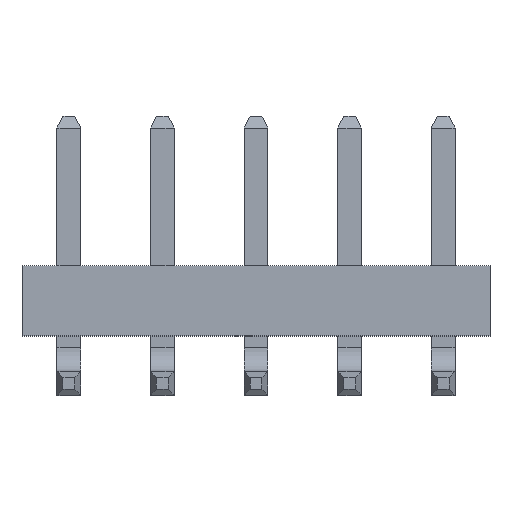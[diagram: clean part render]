
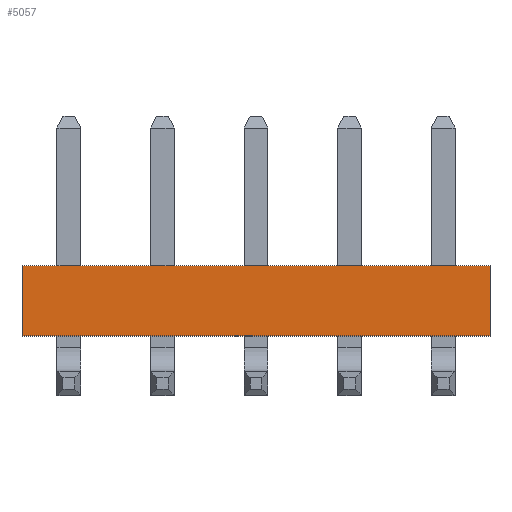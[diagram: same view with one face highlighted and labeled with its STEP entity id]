
A CAD part, top view. The second image highlights one B-rep face of the part: STEP entity #5057.
In plain terms, the highlighted planar face has unit normal (0, 0, 1).
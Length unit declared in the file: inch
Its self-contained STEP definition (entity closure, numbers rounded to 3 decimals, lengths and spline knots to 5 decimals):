
#109=ORIENTED_EDGE('',*,*,#1572,.T.);
#110=ORIENTED_EDGE('',*,*,#1580,.F.);
#111=ORIENTED_EDGE('',*,*,#1581,.F.);
#112=ORIENTED_EDGE('',*,*,#1575,.T.);
#1572=EDGE_CURVE('',#2306,#2308,#2772,.T.);
#1575=EDGE_CURVE('',#2311,#2306,#2775,.T.);
#1580=EDGE_CURVE('',#2315,#2308,#2780,.T.);
#1581=EDGE_CURVE('',#2311,#2315,#2781,.T.);
#2306=VERTEX_POINT('',#7067);
#2308=VERTEX_POINT('',#7071);
#2311=VERTEX_POINT('',#7079);
#2315=VERTEX_POINT('',#7089);
#2772=LINE('',#7072,#3468);
#2775=LINE('',#7078,#3471);
#2780=LINE('',#7088,#3476);
#2781=LINE('',#7090,#3477);
#3468=VECTOR('',#5714,39.37008);
#3471=VECTOR('',#5719,39.37008);
#3476=VECTOR('',#5726,39.37008);
#3477=VECTOR('',#5727,39.37008);
#4163=EDGE_LOOP('',(#109,#110,#111,#112));
#4477=FACE_BOUND('',#4163,.T.);
#4791=PLANE('',#5380);
#5057=ADVANCED_FACE('',(#4477),#4791,.F.);
#5380=AXIS2_PLACEMENT_3D('',#7087,#5724,#5725);
#5714=DIRECTION('',(1.,0.,0.));
#5719=DIRECTION('',(0.,-1.,0.));
#5724=DIRECTION('',(0.,0.,-1.));
#5725=DIRECTION('',(-1.,0.,0.));
#5726=DIRECTION('',(0.,-1.,0.));
#5727=DIRECTION('',(1.,0.,0.));
#7067=CARTESIAN_POINT('',(-0.19685,0.,0.0775));
#7071=CARTESIAN_POINT('',(0.19685,0.,0.0775));
#7072=CARTESIAN_POINT('',(-0.19685,0.,0.0775));
#7078=CARTESIAN_POINT('',(-0.19685,0.059,0.0775));
#7079=CARTESIAN_POINT('',(-0.19685,0.059,0.0775));
#7087=CARTESIAN_POINT('',(-0.19685,0.059,0.0775));
#7088=CARTESIAN_POINT('',(0.19685,0.059,0.0775));
#7089=CARTESIAN_POINT('',(0.19685,0.059,0.0775));
#7090=CARTESIAN_POINT('',(-0.19685,0.059,0.0775));
